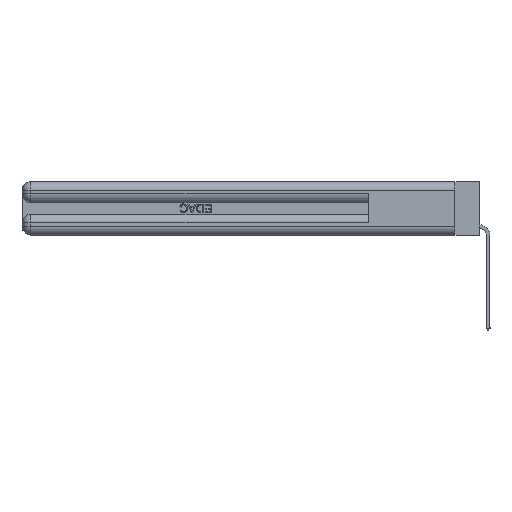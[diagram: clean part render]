
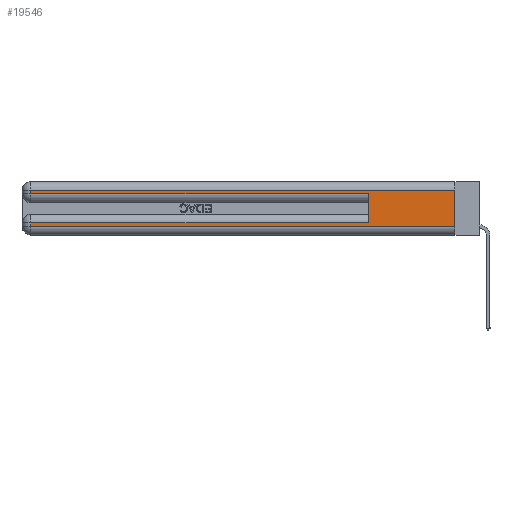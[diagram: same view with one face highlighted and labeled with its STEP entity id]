
A CAD part, left-side view. The second image highlights one B-rep face of the part: STEP entity #19546.
In plain terms, the highlighted planar face has unit normal (-1, 0, 0).
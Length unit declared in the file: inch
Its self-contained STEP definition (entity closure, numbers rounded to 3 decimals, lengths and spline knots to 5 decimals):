
#851 = DIRECTION ( 'NONE',  ( 0., 0., 1. ) ) ;
#954 = EDGE_CURVE ( 'NONE', #15958, #13066, #19487, .T. ) ;
#2669 = CARTESIAN_POINT ( 'NONE',  ( 0., 0., 0.31 ) ) ;
#3056 = EDGE_CURVE ( 'NONE', #17530, #22349, #13619, .T. ) ;
#4616 = VERTEX_POINT ( 'NONE', #5679 ) ;
#4962 = LINE ( 'NONE', #12611, #22759 ) ;
#5012 = DIRECTION ( 'NONE',  ( 0., 0., -1. ) ) ;
#5223 = DIRECTION ( 'NONE',  ( 0., 0., -1. ) ) ;
#5564 = CARTESIAN_POINT ( 'NONE',  ( 0., 0., 0.31 ) ) ;
#5679 = CARTESIAN_POINT ( 'NONE',  ( 0., 2.94, 0.06 ) ) ;
#5803 = VERTEX_POINT ( 'NONE', #19462 ) ;
#5839 = EDGE_LOOP ( 'NONE', ( #24240, #16476, #11793, #9624, #22590, #8662, #20650, #5902 ) ) ;
#5849 = DIRECTION ( 'NONE',  ( 0., -1., 0. ) ) ;
#5902 = ORIENTED_EDGE ( 'NONE', *, *, #7510, .T. ) ;
#6298 = LINE ( 'NONE', #8498, #24634 ) ;
#6788 = FACE_OUTER_BOUND ( 'NONE', #5839, .T. ) ;
#7157 = CARTESIAN_POINT ( 'NONE',  ( 0., 0., 0.37 ) ) ;
#7510 = EDGE_CURVE ( 'NONE', #4616, #13066, #17751, .T. ) ;
#7517 = EDGE_CURVE ( 'NONE', #13226, #17530, #7661, .T. ) ;
#7661 = LINE ( 'NONE', #23588, #11866 ) ;
#8498 = CARTESIAN_POINT ( 'NONE',  ( 0., 0., 0.085 ) ) ;
#8662 = ORIENTED_EDGE ( 'NONE', *, *, #22538, .T. ) ;
#8769 = CARTESIAN_POINT ( 'NONE',  ( 0., 0., 0.06 ) ) ;
#8887 = LINE ( 'NONE', #10846, #9882 ) ;
#9624 = ORIENTED_EDGE ( 'NONE', *, *, #3056, .T. ) ;
#9882 = VECTOR ( 'NONE', #5012, 39.37008 ) ;
#10846 = CARTESIAN_POINT ( 'NONE',  ( 0., 2.94, 0.37 ) ) ;
#11627 = CARTESIAN_POINT ( 'NONE',  ( 0., 2.94, 0.285 ) ) ;
#11737 = DIRECTION ( 'NONE',  ( 0., 0., -1. ) ) ;
#11744 = CARTESIAN_POINT ( 'NONE',  ( 0., 2.94, 0.31 ) ) ;
#11793 = ORIENTED_EDGE ( 'NONE', *, *, #7517, .T. ) ;
#11866 = VECTOR ( 'NONE', #25280, 39.37008 ) ;
#11934 = CARTESIAN_POINT ( 'NONE',  ( 0., 0., 0.285 ) ) ;
#12404 = EDGE_CURVE ( 'NONE', #24520, #4616, #8887, .T. ) ;
#12611 = CARTESIAN_POINT ( 'NONE',  ( 0., 0.6, 0.145 ) ) ;
#12752 = VECTOR ( 'NONE', #11737, 39.37008 ) ;
#13066 = VERTEX_POINT ( 'NONE', #8769 ) ;
#13226 = VERTEX_POINT ( 'NONE', #11744 ) ;
#13619 = LINE ( 'NONE', #11934, #21950 ) ;
#13762 = CARTESIAN_POINT ( 'NONE',  ( 0., 0., 0.06 ) ) ;
#13886 = DIRECTION ( 'NONE',  ( 0., -1., 0. ) ) ;
#13938 = CARTESIAN_POINT ( 'NONE',  ( 0., 0., 0.37 ) ) ;
#14072 = CARTESIAN_POINT ( 'NONE',  ( 0., 0.6, 0.285 ) ) ;
#14685 = PLANE ( 'NONE',  #16645 ) ;
#14807 = DIRECTION ( 'NONE',  ( 1., 0., 0. ) ) ;
#15019 = LINE ( 'NONE', #5564, #21740 ) ;
#15958 = VERTEX_POINT ( 'NONE', #2669 ) ;
#16476 = ORIENTED_EDGE ( 'NONE', *, *, #23026, .T. ) ;
#16645 = AXIS2_PLACEMENT_3D ( 'NONE', #7157, #14807, #5223 ) ;
#16742 = CARTESIAN_POINT ( 'NONE',  ( 0., 2.94, 0.085 ) ) ;
#17530 = VERTEX_POINT ( 'NONE', #11627 ) ;
#17751 = LINE ( 'NONE', #13762, #18054 ) ;
#18054 = VECTOR ( 'NONE', #13886, 39.37008 ) ;
#18452 = DIRECTION ( 'NONE',  ( 0., 1., 0. ) ) ;
#19462 = CARTESIAN_POINT ( 'NONE',  ( 0., 0.6, 0.085 ) ) ;
#19487 = LINE ( 'NONE', #13938, #12752 ) ;
#19546 = ADVANCED_FACE ( 'NONE', ( #6788 ), #14685, .F. ) ;
#20650 = ORIENTED_EDGE ( 'NONE', *, *, #12404, .T. ) ;
#21100 = DIRECTION ( 'NONE',  ( 0., 1., 0. ) ) ;
#21740 = VECTOR ( 'NONE', #21100, 39.37008 ) ;
#21950 = VECTOR ( 'NONE', #5849, 39.37008 ) ;
#22349 = VERTEX_POINT ( 'NONE', #14072 ) ;
#22538 = EDGE_CURVE ( 'NONE', #5803, #24520, #6298, .T. ) ;
#22590 = ORIENTED_EDGE ( 'NONE', *, *, #24488, .F. ) ;
#22759 = VECTOR ( 'NONE', #851, 39.37008 ) ;
#23026 = EDGE_CURVE ( 'NONE', #15958, #13226, #15019, .T. ) ;
#23588 = CARTESIAN_POINT ( 'NONE',  ( 0., 2.94, 0.37 ) ) ;
#24240 = ORIENTED_EDGE ( 'NONE', *, *, #954, .F. ) ;
#24488 = EDGE_CURVE ( 'NONE', #5803, #22349, #4962, .T. ) ;
#24520 = VERTEX_POINT ( 'NONE', #16742 ) ;
#24634 = VECTOR ( 'NONE', #18452, 39.37008 ) ;
#25280 = DIRECTION ( 'NONE',  ( 0., 0., -1. ) ) ;
